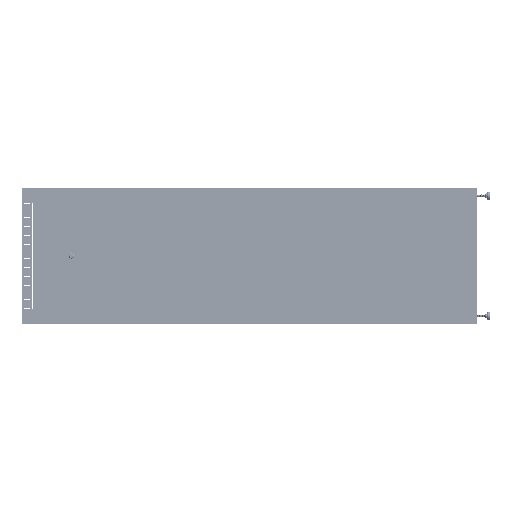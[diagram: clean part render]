
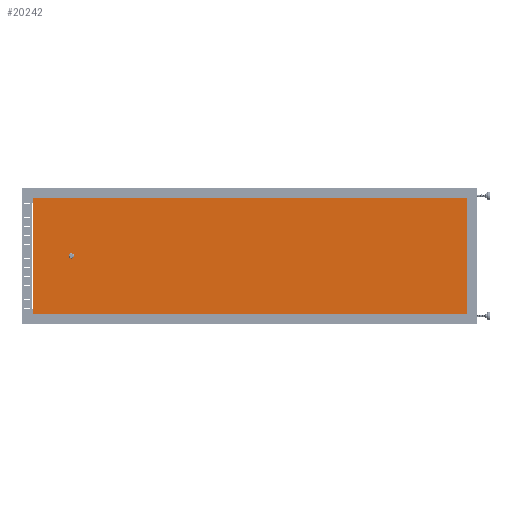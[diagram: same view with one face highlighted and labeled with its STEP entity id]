
A CAD part, left-side view. The second image highlights one B-rep face of the part: STEP entity #20242.
In plain terms, the highlighted face is planar.
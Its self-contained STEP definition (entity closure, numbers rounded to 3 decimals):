
#1799 = EDGE_CURVE ( 'NONE', #99790, #63693, #12499, .T. ) ;
#1843 = ORIENTED_EDGE ( 'NONE', *, *, #12220, .T. ) ;
#2909 = CARTESIAN_POINT ( 'NONE',  ( -255., -952.85, 0. ) ) ;
#3286 = DIRECTION ( 'NONE',  ( 0., -1., 0. ) ) ;
#6604 = LINE ( 'NONE', #62667, #108362 ) ;
#9256 = ORIENTED_EDGE ( 'NONE', *, *, #1799, .T. ) ;
#10867 = AXIS2_PLACEMENT_3D ( 'NONE', #24525, #24950, #53341 ) ;
#12220 = EDGE_CURVE ( 'NONE', #100250, #99790, #61573, .T. ) ;
#12499 = LINE ( 'NONE', #113003, #76498 ) ;
#16407 = DIRECTION ( 'NONE',  ( 1., 0., 0. ) ) ;
#18620 = CIRCLE ( 'NONE', #10867, 11.5 ) ;
#19427 = VERTEX_POINT ( 'NONE', #70943 ) ;
#19517 = FACE_BOUND ( 'NONE', #54619, .T. ) ;
#20242 = ADVANCED_FACE ( 'NONE', ( #19517, #34134 ), #106464, .T. ) ;
#20882 = CARTESIAN_POINT ( 'NONE',  ( 255., 952.85, 0. ) ) ;
#24525 = CARTESIAN_POINT ( 'NONE',  ( 0., 782.85, 0. ) ) ;
#24950 = DIRECTION ( 'NONE',  ( 0., 0., 1. ) ) ;
#29784 = DIRECTION ( 'NONE',  ( -1., 0., 0. ) ) ;
#30123 = EDGE_CURVE ( 'NONE', #63693, #41437, #89366, .T. ) ;
#31110 = VECTOR ( 'NONE', #53004, 1000. ) ;
#31987 = ORIENTED_EDGE ( 'NONE', *, *, #37561, .F. ) ;
#34134 = FACE_OUTER_BOUND ( 'NONE', #120026, .T. ) ;
#35484 = VECTOR ( 'NONE', #3286, 1000. ) ;
#36096 = AXIS2_PLACEMENT_3D ( 'NONE', #97966, #41469, #60953 ) ;
#37561 = EDGE_CURVE ( 'NONE', #19427, #73212, #118652, .T. ) ;
#41437 = VERTEX_POINT ( 'NONE', #116842 ) ;
#41469 = DIRECTION ( 'NONE',  ( 0., 0., 1. ) ) ;
#43805 = EDGE_CURVE ( 'NONE', #41437, #100250, #6604, .T. ) ;
#46927 = CARTESIAN_POINT ( 'NONE',  ( 11.5, 782.85, 0. ) ) ;
#52551 = CARTESIAN_POINT ( 'NONE',  ( -255., 952.85, 0. ) ) ;
#53004 = DIRECTION ( 'NONE',  ( 0., 1., 0. ) ) ;
#53341 = DIRECTION ( 'NONE',  ( 1., 0., 0. ) ) ;
#54619 = EDGE_LOOP ( 'NONE', ( #104251, #31987 ) ) ;
#55686 = CARTESIAN_POINT ( 'NONE',  ( 255., -952.85, 0. ) ) ;
#58594 = DIRECTION ( 'NONE',  ( 1., 0., 0. ) ) ;
#60953 = DIRECTION ( 'NONE',  ( 1., 0., 0. ) ) ;
#61573 = LINE ( 'NONE', #108265, #31110 ) ;
#62667 = CARTESIAN_POINT ( 'NONE',  ( 255., -952.85, 0. ) ) ;
#63693 = VERTEX_POINT ( 'NONE', #52551 ) ;
#66094 = EDGE_CURVE ( 'NONE', #73212, #19427, #18620, .T. ) ;
#70943 = CARTESIAN_POINT ( 'NONE',  ( -11.5, 782.85, 0. ) ) ;
#73212 = VERTEX_POINT ( 'NONE', #46927 ) ;
#76498 = VECTOR ( 'NONE', #29784, 1000. ) ;
#77680 = DIRECTION ( 'NONE',  ( 0., 0., 1. ) ) ;
#78479 = CARTESIAN_POINT ( 'NONE',  ( 0., 782.85, 0. ) ) ;
#89366 = LINE ( 'NONE', #2909, #35484 ) ;
#94092 = ORIENTED_EDGE ( 'NONE', *, *, #43805, .T. ) ;
#97966 = CARTESIAN_POINT ( 'NONE',  ( 0., 0., 0. ) ) ;
#99790 = VERTEX_POINT ( 'NONE', #20882 ) ;
#100250 = VERTEX_POINT ( 'NONE', #55686 ) ;
#101923 = AXIS2_PLACEMENT_3D ( 'NONE', #78479, #77680, #58594 ) ;
#104251 = ORIENTED_EDGE ( 'NONE', *, *, #66094, .F. ) ;
#106464 = PLANE ( 'NONE',  #36096 ) ;
#108265 = CARTESIAN_POINT ( 'NONE',  ( 255., -952.85, 0. ) ) ;
#108362 = VECTOR ( 'NONE', #16407, 1000. ) ;
#113003 = CARTESIAN_POINT ( 'NONE',  ( 255., 952.85, 0. ) ) ;
#113637 = ORIENTED_EDGE ( 'NONE', *, *, #30123, .T. ) ;
#116842 = CARTESIAN_POINT ( 'NONE',  ( -255., -952.85, 0. ) ) ;
#118652 = CIRCLE ( 'NONE', #101923, 11.5 ) ;
#120026 = EDGE_LOOP ( 'NONE', ( #113637, #94092, #1843, #9256 ) ) ;
